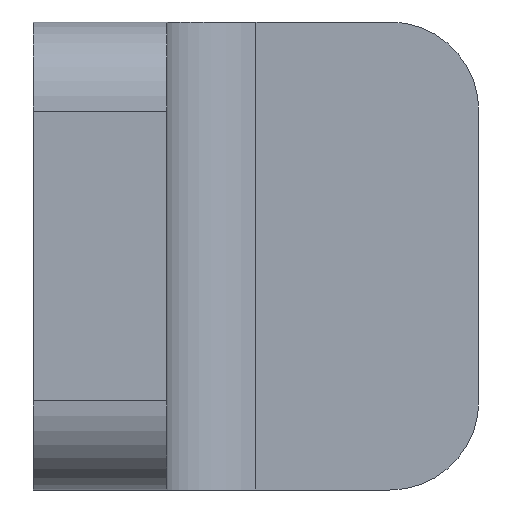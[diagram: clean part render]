
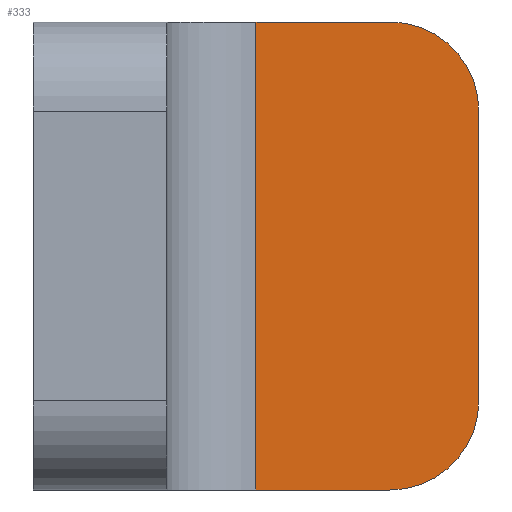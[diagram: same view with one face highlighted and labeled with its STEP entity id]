
A CAD part, left-side view. The second image highlights one B-rep face of the part: STEP entity #333.
In plain terms, the highlighted planar face has unit normal (-1, 0, 0).
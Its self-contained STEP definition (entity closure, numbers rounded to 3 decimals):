
#19=PLANE('',#371);
#31=FACE_OUTER_BOUND('',#49,.T.);
#49=EDGE_LOOP('',(#247,#248,#249,#250,#251,#252));
#73=LINE('',#527,#105);
#75=LINE('',#533,#107);
#77=LINE('',#537,#109);
#78=LINE('',#541,#110);
#105=VECTOR('',#421,10.);
#107=VECTOR('',#427,10.);
#109=VECTOR('',#431,10.);
#110=VECTOR('',#434,10.);
#135=CIRCLE('',#372,2.);
#136=CIRCLE('',#373,2.);
#156=VERTEX_POINT('',#524);
#157=VERTEX_POINT('',#526);
#159=VERTEX_POINT('',#531);
#160=VERTEX_POINT('',#536);
#161=VERTEX_POINT('',#538);
#162=VERTEX_POINT('',#540);
#190=EDGE_CURVE('',#156,#157,#73,.T.);
#193=EDGE_CURVE('',#159,#156,#75,.T.);
#195=EDGE_CURVE('',#159,#160,#77,.T.);
#196=EDGE_CURVE('',#161,#160,#135,.T.);
#197=EDGE_CURVE('',#162,#161,#78,.T.);
#198=EDGE_CURVE('',#157,#162,#136,.T.);
#247=ORIENTED_EDGE('',*,*,#193,.F.);
#248=ORIENTED_EDGE('',*,*,#195,.T.);
#249=ORIENTED_EDGE('',*,*,#196,.F.);
#250=ORIENTED_EDGE('',*,*,#197,.F.);
#251=ORIENTED_EDGE('',*,*,#198,.F.);
#252=ORIENTED_EDGE('',*,*,#190,.F.);
#333=ADVANCED_FACE('',(#31),#19,.T.);
#371=AXIS2_PLACEMENT_3D('',#535,#429,#430);
#372=AXIS2_PLACEMENT_3D('',#539,#432,#433);
#373=AXIS2_PLACEMENT_3D('',#542,#435,#436);
#421=DIRECTION('',(0.,-1.,0.));
#427=DIRECTION('',(0.,0.,1.));
#429=DIRECTION('center_axis',(-1.,0.,0.));
#430=DIRECTION('ref_axis',(0.,0.,-1.));
#431=DIRECTION('',(0.,-1.,0.));
#432=DIRECTION('center_axis',(1.,0.,0.));
#433=DIRECTION('ref_axis',(0.,-0.707,-0.707));
#434=DIRECTION('',(0.,0.,-1.));
#435=DIRECTION('center_axis',(1.,0.,0.));
#436=DIRECTION('ref_axis',(0.,-0.707,0.707));
#524=CARTESIAN_POINT('',(-146.5,6.,-16.));
#526=CARTESIAN_POINT('',(-146.5,3.,-16.));
#527=CARTESIAN_POINT('',(-146.5,11.,-16.));
#531=CARTESIAN_POINT('',(-146.5,6.,-26.5));
#533=CARTESIAN_POINT('',(-146.5,6.,-18.625));
#535=CARTESIAN_POINT('Origin',(-146.5,11.,-16.));
#536=CARTESIAN_POINT('',(-146.5,3.,-26.5));
#537=CARTESIAN_POINT('',(-146.5,11.,-26.5));
#538=CARTESIAN_POINT('',(-146.5,1.,-24.5));
#539=CARTESIAN_POINT('Origin',(-146.5,3.,-24.5));
#540=CARTESIAN_POINT('',(-146.5,1.,-18.));
#541=CARTESIAN_POINT('',(-146.5,1.,-26.5));
#542=CARTESIAN_POINT('Origin',(-146.5,3.,-18.));
